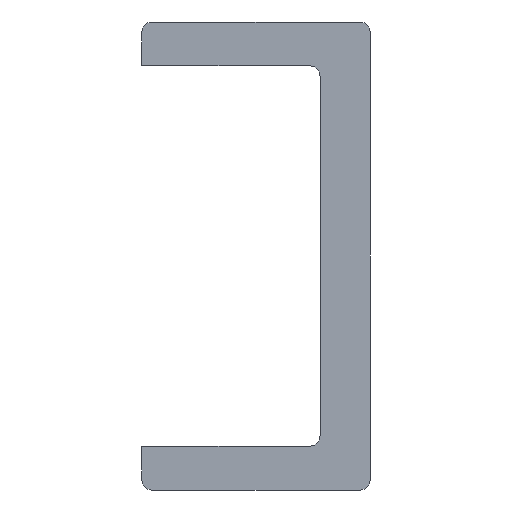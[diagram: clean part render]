
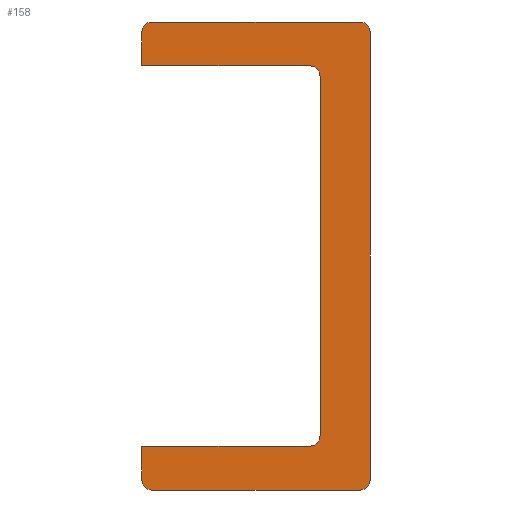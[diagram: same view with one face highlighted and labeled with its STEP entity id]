
A CAD part, front view. The second image highlights one B-rep face of the part: STEP entity #158.
In plain terms, the highlighted planar face has unit normal (0, -1, 0).
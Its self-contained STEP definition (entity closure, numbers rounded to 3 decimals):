
#158 = ADVANCED_FACE( '', ( #407 ), #408, .F. );
#407 = FACE_OUTER_BOUND( '', #854, .T. );
#408 = PLANE( '', #855 );
#854 = EDGE_LOOP( '', ( #1335, #1336, #1337, #1338, #1339, #1340, #1341, #1342, #1343, #1344, #1345, #1346, #1347, #1348 ) );
#855 = AXIS2_PLACEMENT_3D( '', #1349, #1350, #1351 );
#1335 = ORIENTED_EDGE( '', *, *, #1989, .F. );
#1336 = ORIENTED_EDGE( '', *, *, #1986, .T. );
#1337 = ORIENTED_EDGE( '', *, *, #1946, .F. );
#1338 = ORIENTED_EDGE( '', *, *, #1990, .T. );
#1339 = ORIENTED_EDGE( '', *, *, #1991, .F. );
#1340 = ORIENTED_EDGE( '', *, *, #1992, .F. );
#1341 = ORIENTED_EDGE( '', *, *, #1993, .F. );
#1342 = ORIENTED_EDGE( '', *, *, #1994, .F. );
#1343 = ORIENTED_EDGE( '', *, *, #1995, .F. );
#1344 = ORIENTED_EDGE( '', *, *, #1996, .F. );
#1345 = ORIENTED_EDGE( '', *, *, #1997, .F. );
#1346 = ORIENTED_EDGE( '', *, *, #1998, .T. );
#1347 = ORIENTED_EDGE( '', *, *, #1999, .F. );
#1348 = ORIENTED_EDGE( '', *, *, #2000, .T. );
#1349 = CARTESIAN_POINT( '', ( -10.5, 0., 21.5 ) );
#1350 = DIRECTION( '', ( 0., 1., 0. ) );
#1351 = DIRECTION( '', ( 0., 0., 1. ) );
#1946 = EDGE_CURVE( '', #2206, #2207, #2208, .T. );
#1986 = EDGE_CURVE( '', #2273, #2207, #2274, .F. );
#1989 = EDGE_CURVE( '', #2273, #2277, #2278, .T. );
#1990 = EDGE_CURVE( '', #2206, #2279, #2280, .F. );
#1991 = EDGE_CURVE( '', #2281, #2279, #2282, .T. );
#1992 = EDGE_CURVE( '', #2283, #2281, #2284, .T. );
#1993 = EDGE_CURVE( '', #2285, #2283, #2286, .T. );
#1994 = EDGE_CURVE( '', #2287, #2285, #2288, .T. );
#1995 = EDGE_CURVE( '', #2289, #2287, #2290, .T. );
#1996 = EDGE_CURVE( '', #2291, #2289, #2292, .T. );
#1997 = EDGE_CURVE( '', #2293, #2291, #2294, .T. );
#1998 = EDGE_CURVE( '', #2293, #2295, #2296, .F. );
#1999 = EDGE_CURVE( '', #2297, #2295, #2298, .T. );
#2000 = EDGE_CURVE( '', #2297, #2277, #2299, .F. );
#2206 = VERTEX_POINT( '', #2600 );
#2207 = VERTEX_POINT( '', #2601 );
#2208 = LINE( '', #2602, #2603 );
#2273 = VERTEX_POINT( '', #2671 );
#2274 = CIRCLE( '', #2672, 0.9 );
#2277 = VERTEX_POINT( '', #2676 );
#2278 = LINE( '', #2677, #2678 );
#2279 = VERTEX_POINT( '', #2679 );
#2280 = CIRCLE( '', #2680, 0.9 );
#2281 = VERTEX_POINT( '', #2681 );
#2282 = LINE( '', #2682, #2683 );
#2283 = VERTEX_POINT( '', #2684 );
#2284 = LINE( '', #2685, #2686 );
#2285 = VERTEX_POINT( '', #2687 );
#2286 = CIRCLE( '', #2688, 1. );
#2287 = VERTEX_POINT( '', #2689 );
#2288 = LINE( '', #2690, #2691 );
#2289 = VERTEX_POINT( '', #2692 );
#2290 = CIRCLE( '', #2693, 1. );
#2291 = VERTEX_POINT( '', #2694 );
#2292 = LINE( '', #2695, #2696 );
#2293 = VERTEX_POINT( '', #2697 );
#2294 = LINE( '', #2698, #2699 );
#2295 = VERTEX_POINT( '', #2700 );
#2296 = CIRCLE( '', #2701, 0.9 );
#2297 = VERTEX_POINT( '', #2702 );
#2298 = LINE( '', #2703, #2704 );
#2299 = CIRCLE( '', #2705, 0.9 );
#2600 = CARTESIAN_POINT( '', ( -9.6, 0., 21.5 ) );
#2601 = CARTESIAN_POINT( '', ( 9.6, 0., 21.5 ) );
#2602 = CARTESIAN_POINT( '', ( -10.5, 0., 21.5 ) );
#2603 = VECTOR( '', #3026, 1000. );
#2671 = CARTESIAN_POINT( '', ( 10.5, 0., 20.6 ) );
#2672 = AXIS2_PLACEMENT_3D( '', #3099, #3100, #3101 );
#2676 = CARTESIAN_POINT( '', ( 10.5, 0., -20.6 ) );
#2677 = CARTESIAN_POINT( '', ( 10.5, 0., 21.5 ) );
#2678 = VECTOR( '', #3103, 1000. );
#2679 = CARTESIAN_POINT( '', ( -10.5, 0., 20.6 ) );
#2680 = AXIS2_PLACEMENT_3D( '', #3104, #3105, #3106 );
#2681 = CARTESIAN_POINT( '', ( -10.5, 0., 17.5 ) );
#2682 = CARTESIAN_POINT( '', ( -10.5, 0., -21.5 ) );
#2683 = VECTOR( '', #3107, 1000. );
#2684 = CARTESIAN_POINT( '', ( 4.9, 0., 17.5 ) );
#2685 = CARTESIAN_POINT( '', ( 4.9, 0., 17.5 ) );
#2686 = VECTOR( '', #3108, 1000. );
#2687 = CARTESIAN_POINT( '', ( 5.9, 0., 16.5 ) );
#2688 = AXIS2_PLACEMENT_3D( '', #3109, #3110, #3111 );
#2689 = CARTESIAN_POINT( '', ( 5.9, 0., -16.5 ) );
#2690 = CARTESIAN_POINT( '', ( 5.9, 0., 16.5 ) );
#2691 = VECTOR( '', #3112, 1000. );
#2692 = CARTESIAN_POINT( '', ( 4.9, 0., -17.5 ) );
#2693 = AXIS2_PLACEMENT_3D( '', #3113, #3114, #3115 );
#2694 = CARTESIAN_POINT( '', ( -10.5, 0., -17.5 ) );
#2695 = CARTESIAN_POINT( '', ( 4.9, 0., -17.5 ) );
#2696 = VECTOR( '', #3116, 1000. );
#2697 = CARTESIAN_POINT( '', ( -10.5, 0., -20.6 ) );
#2698 = CARTESIAN_POINT( '', ( -10.5, 0., -21.5 ) );
#2699 = VECTOR( '', #3117, 1000. );
#2700 = CARTESIAN_POINT( '', ( -9.6, 0., -21.5 ) );
#2701 = AXIS2_PLACEMENT_3D( '', #3118, #3119, #3120 );
#2702 = CARTESIAN_POINT( '', ( 9.6, 0., -21.5 ) );
#2703 = CARTESIAN_POINT( '', ( 10.5, 0., -21.5 ) );
#2704 = VECTOR( '', #3121, 1000. );
#2705 = AXIS2_PLACEMENT_3D( '', #3122, #3123, #3124 );
#3026 = DIRECTION( '', ( 1., 0., 0. ) );
#3099 = CARTESIAN_POINT( '', ( 9.6, 0., 20.6 ) );
#3100 = DIRECTION( '', ( 0., 1., 0. ) );
#3101 = DIRECTION( '', ( 0., 0., 1. ) );
#3103 = DIRECTION( '', ( 0., 0., -1. ) );
#3104 = CARTESIAN_POINT( '', ( -9.6, 0., 20.6 ) );
#3105 = DIRECTION( '', ( 0., 1., 0. ) );
#3106 = DIRECTION( '', ( 0., 0., 1. ) );
#3107 = DIRECTION( '', ( 0., 0., 1. ) );
#3108 = DIRECTION( '', ( -1., 0., 0. ) );
#3109 = CARTESIAN_POINT( '', ( 4.9, 0., 16.5 ) );
#3110 = DIRECTION( '', ( 0., -1., 0. ) );
#3111 = DIRECTION( '', ( -1., 0., 0. ) );
#3112 = DIRECTION( '', ( 0., 0., 1. ) );
#3113 = CARTESIAN_POINT( '', ( 4.9, 0., -16.5 ) );
#3114 = DIRECTION( '', ( 0., -1., 0. ) );
#3115 = DIRECTION( '', ( -1., 0., 0. ) );
#3116 = DIRECTION( '', ( 1., 0., 0. ) );
#3117 = DIRECTION( '', ( 0., 0., 1. ) );
#3118 = CARTESIAN_POINT( '', ( -9.6, 0., -20.6 ) );
#3119 = DIRECTION( '', ( 0., 1., 0. ) );
#3120 = DIRECTION( '', ( 0., 0., 1. ) );
#3121 = DIRECTION( '', ( -1., 0., 0. ) );
#3122 = CARTESIAN_POINT( '', ( 9.6, 0., -20.6 ) );
#3123 = DIRECTION( '', ( 0., 1., 0. ) );
#3124 = DIRECTION( '', ( 0., 0., 1. ) );
